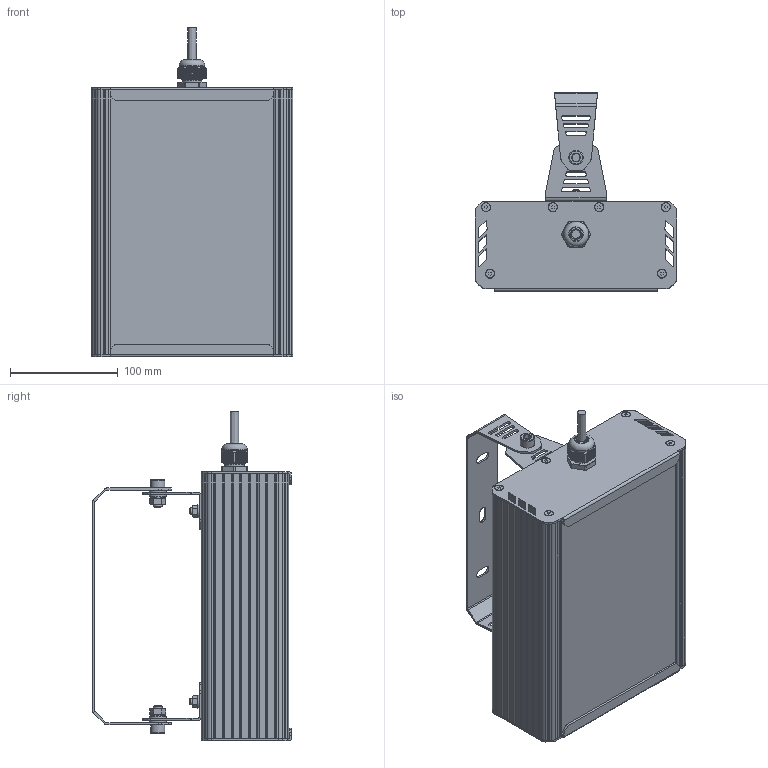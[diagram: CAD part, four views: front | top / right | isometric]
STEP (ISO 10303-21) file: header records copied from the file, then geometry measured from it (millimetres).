
FILE_DESCRIPTION(('STEP AP242'), '1');
FILE_NAME('001.0079.08.000 - ÃÑÏ-Ýêñòðà-30', '2023-10-28T05:15:03', ('Ëóêîíèí'), ('ÎÊÁ Ñâîé Ñòèëü'), 'C3D Converter', 'C3D Toolkit', '');
FILE_SCHEMA(('AP242_MANAGED_MODEL_BASED_3D_ENGINEERING_MIM_LF { 1 0 10303 442 1 1 4 }'));
Length unit declared in the file: millimetre
Products named in the file (40): 001.0079.08.000
Assembly tree (66 placements, depth 4):
  001.0079.08.000
    (unnamed)
      (unnamed)
      (unnamed)
      (unnamed)
      (unnamed)  x6
      (unnamed)  x6
      (unnamed)
      (unnamed)
      (unnamed)
      (unnamed)
        (unnamed)
      (unnamed)  x4
        (unnamed)
        (unnamed)
        (unnamed)
        (unnamed)
        (unnamed)
        (unnamed)
        (unnamed)
        (unnamed)
        (unnamed)
    (unnamed)
      (unnamed)  x2
      (unnamed)
      (unnamed)
      (unnamed)
      (unnamed)
      (unnamed)
      (unnamed)
      (unnamed)  x2
      (unnamed)
      (unnamed)
      (unnamed)
      (unnamed)
      (unnamed)
      (unnamed)
      (unnamed)
      (unnamed)
      (unnamed)
Bounding box: 187.37 x 184.68 x 306.43 mm (x, y, z)
Volume: 823386.1 mm3; surface area: 664785.1 mm2
Topology: 167 solids, 167 shells, 2924 faces, 7677 edges, 5145 vertices
Faces by surface type: plane 1780, cylinder 922, cone 178, bspline 29, torus 11, sphere 4
Full cylindrical faces by diameter (mm): 1 x4, 2 x8, 2.5 x16, 2.8 x100, 3.2 x4, 3.5 x20, 4 x12, 6 x4, 6.375 x2, 8 x16, 8.5 x8, 12 x3, 12.5 x1, 13.333 x2, 16 x5, 18.5 x3, 20 x1, 23.5 x1
Entity records: 111173 total; most frequent: CARTESIAN_POINT 44298, ORIENTED_EDGE 10860, DIRECTION 10024, EDGE_CURVE 5430, VERTEX_POINT 3706, AXIS2_PLACEMENT_3D 3423, LINE 3178, VECTOR 3178
